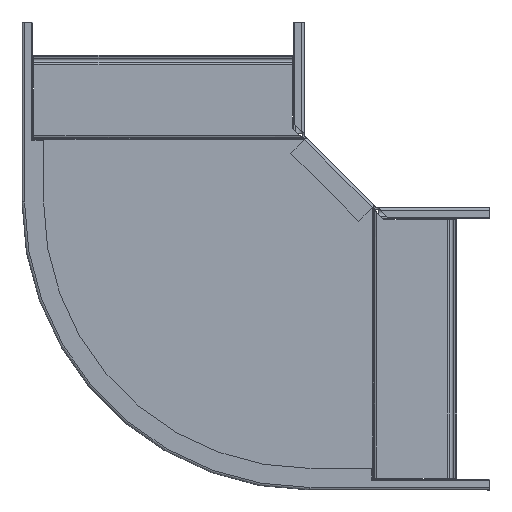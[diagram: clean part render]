
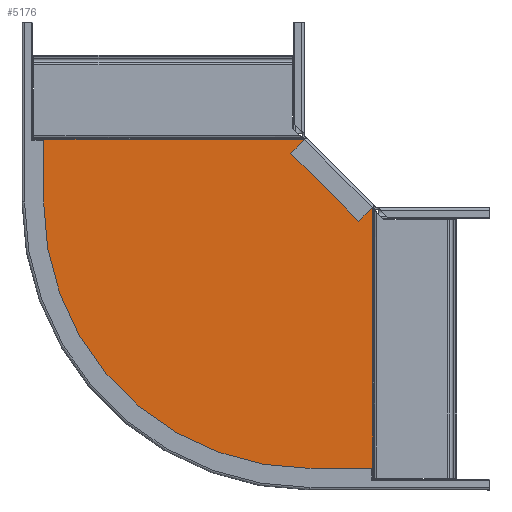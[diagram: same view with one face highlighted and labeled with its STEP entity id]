
A CAD part, front view. The second image highlights one B-rep face of the part: STEP entity #5176.
In plain terms, the highlighted planar face has unit normal (0, -1, 0).
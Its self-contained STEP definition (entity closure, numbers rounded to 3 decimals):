
#111 = VECTOR ( 'NONE', #5446, 1000. ) ;
#211 = LINE ( 'NONE', #1545, #623 ) ;
#243 = EDGE_CURVE ( 'NONE', #2713, #5474, #5082, .T. ) ;
#253 = CARTESIAN_POINT ( 'NONE',  ( -211.412, -0.75, 75.912 ) ) ;
#262 = VECTOR ( 'NONE', #4550, 1000. ) ;
#279 = VECTOR ( 'NONE', #1581, 1000. ) ;
#411 = CARTESIAN_POINT ( 'NONE',  ( 75.912, -0.75, -211.412 ) ) ;
#420 = LINE ( 'NONE', #253, #1401 ) ;
#440 = CARTESIAN_POINT ( 'NONE',  ( -19.662, -0.75, -217.912 ) ) ;
#623 = VECTOR ( 'NONE', #4966, 1000. ) ;
#674 = CARTESIAN_POINT ( 'NONE',  ( -217.912, -0.75, 23.412 ) ) ;
#702 = DIRECTION ( 'NONE',  ( 0., 1., 0. ) ) ;
#708 = LINE ( 'NONE', #4576, #5461 ) ;
#771 = CARTESIAN_POINT ( 'NONE',  ( 23.412, -0.75, -217.912 ) ) ;
#861 = EDGE_CURVE ( 'NONE', #2713, #2644, #2126, .T. ) ;
#917 = AXIS2_PLACEMENT_3D ( 'NONE', #3682, #1552, #5399 ) ;
#1225 = EDGE_CURVE ( 'NONE', #4281, #3352, #2051, .T. ) ;
#1282 = CARTESIAN_POINT ( 'NONE',  ( 23.412, -0.75, -211.412 ) ) ;
#1294 = VERTEX_POINT ( 'NONE', #1282 ) ;
#1315 = ORIENTED_EDGE ( 'NONE', *, *, #5492, .F. ) ;
#1388 = ORIENTED_EDGE ( 'NONE', *, *, #3649, .T. ) ;
#1401 = VECTOR ( 'NONE', #1500, 1000. ) ;
#1500 = DIRECTION ( 'NONE',  ( 0., 0., -1. ) ) ;
#1515 = LINE ( 'NONE', #1633, #111 ) ;
#1545 = CARTESIAN_POINT ( 'NONE',  ( -217.912, -0.75, 23.412 ) ) ;
#1552 = DIRECTION ( 'NONE',  ( 0., -1., 0. ) ) ;
#1556 = EDGE_CURVE ( 'NONE', #1294, #5474, #708, .T. ) ;
#1580 = FACE_OUTER_BOUND ( 'NONE', #4681, .T. ) ;
#1581 = DIRECTION ( 'NONE',  ( -1., 0., 0. ) ) ;
#1584 = VECTOR ( 'NONE', #2079, 1000. ) ;
#1621 = LINE ( 'NONE', #4617, #5285 ) ;
#1633 = CARTESIAN_POINT ( 'NONE',  ( -217.912, -0.75, -19.662 ) ) ;
#1681 = AXIS2_PLACEMENT_3D ( 'NONE', #2726, #702, #1946 ) ;
#1707 = CARTESIAN_POINT ( 'NONE',  ( -24.071, -0.75, 24.071 ) ) ;
#1825 = VERTEX_POINT ( 'NONE', #2838 ) ;
#1873 = ORIENTED_EDGE ( 'NONE', *, *, #2618, .T. ) ;
#1946 = DIRECTION ( 'NONE',  ( 0., 0., -1. ) ) ;
#2051 = LINE ( 'NONE', #3769, #262 ) ;
#2054 = ORIENTED_EDGE ( 'NONE', *, *, #243, .T. ) ;
#2079 = DIRECTION ( 'NONE',  ( 1., 0., 0. ) ) ;
#2100 = DIRECTION ( 'NONE',  ( -1., 0., 0. ) ) ;
#2126 = CIRCLE ( 'NONE', #1681, 198.25 ) ;
#2139 = VECTOR ( 'NONE', #2100, 1000. ) ;
#2143 = EDGE_CURVE ( 'NONE', #4281, #2450, #4133, .T. ) ;
#2168 = CARTESIAN_POINT ( 'NONE',  ( -211.412, -0.75, 23.412 ) ) ;
#2450 = VERTEX_POINT ( 'NONE', #3108 ) ;
#2618 = EDGE_CURVE ( 'NONE', #3821, #3621, #211, .T. ) ;
#2644 = VERTEX_POINT ( 'NONE', #4266 ) ;
#2713 = VERTEX_POINT ( 'NONE', #5030 ) ;
#2726 = CARTESIAN_POINT ( 'NONE',  ( -19.662, -0.75, -19.662 ) ) ;
#2749 = ORIENTED_EDGE ( 'NONE', *, *, #2143, .T. ) ;
#2838 = CARTESIAN_POINT ( 'NONE',  ( 24.071, -0.75, -211.412 ) ) ;
#2868 = ORIENTED_EDGE ( 'NONE', *, *, #4649, .F. ) ;
#2959 = DIRECTION ( 'NONE',  ( 0., 0., -1. ) ) ;
#3099 = EDGE_CURVE ( 'NONE', #1825, #1294, #4328, .T. ) ;
#3108 = CARTESIAN_POINT ( 'NONE',  ( -211.412, -0.75, 24.071 ) ) ;
#3352 = VERTEX_POINT ( 'NONE', #4654 ) ;
#3621 = VERTEX_POINT ( 'NONE', #674 ) ;
#3649 = EDGE_CURVE ( 'NONE', #2450, #3821, #420, .T. ) ;
#3682 = CARTESIAN_POINT ( 'NONE',  ( -19.662, -0.75, -19.662 ) ) ;
#3685 = ORIENTED_EDGE ( 'NONE', *, *, #861, .F. ) ;
#3769 = CARTESIAN_POINT ( 'NONE',  ( -12.021, -0.75, 12.021 ) ) ;
#3821 = VERTEX_POINT ( 'NONE', #2168 ) ;
#4012 = ORIENTED_EDGE ( 'NONE', *, *, #3099, .F. ) ;
#4133 = LINE ( 'NONE', #4159, #279 ) ;
#4159 = CARTESIAN_POINT ( 'NONE',  ( -19.662, -0.75, 24.071 ) ) ;
#4189 = ORIENTED_EDGE ( 'NONE', *, *, #1556, .F. ) ;
#4222 = PLANE ( 'NONE',  #917 ) ;
#4266 = CARTESIAN_POINT ( 'NONE',  ( -217.912, -0.75, -19.662 ) ) ;
#4281 = VERTEX_POINT ( 'NONE', #1707 ) ;
#4328 = LINE ( 'NONE', #411, #2139 ) ;
#4486 = DIRECTION ( 'NONE',  ( 0., 0., -1. ) ) ;
#4550 = DIRECTION ( 'NONE',  ( 0.707, 0., -0.707 ) ) ;
#4576 = CARTESIAN_POINT ( 'NONE',  ( 23.412, -0.75, -217.912 ) ) ;
#4617 = CARTESIAN_POINT ( 'NONE',  ( 24.071, -0.75, -19.662 ) ) ;
#4649 = EDGE_CURVE ( 'NONE', #3352, #1825, #1621, .T. ) ;
#4654 = CARTESIAN_POINT ( 'NONE',  ( 24.071, -0.75, -24.071 ) ) ;
#4681 = EDGE_LOOP ( 'NONE', ( #5511, #2749, #1388, #1873, #1315, #3685, #2054, #4189, #4012, #2868 ) ) ;
#4966 = DIRECTION ( 'NONE',  ( -1., 0., 0. ) ) ;
#5030 = CARTESIAN_POINT ( 'NONE',  ( -19.662, -0.75, -217.912 ) ) ;
#5082 = LINE ( 'NONE', #440, #1584 ) ;
#5176 = ADVANCED_FACE ( 'NONE', ( #1580 ), #4222, .T. ) ;
#5285 = VECTOR ( 'NONE', #2959, 1000. ) ;
#5399 = DIRECTION ( 'NONE',  ( 0., 0., -1. ) ) ;
#5446 = DIRECTION ( 'NONE',  ( 0., 0., 1. ) ) ;
#5461 = VECTOR ( 'NONE', #4486, 1000. ) ;
#5474 = VERTEX_POINT ( 'NONE', #771 ) ;
#5492 = EDGE_CURVE ( 'NONE', #2644, #3621, #1515, .T. ) ;
#5511 = ORIENTED_EDGE ( 'NONE', *, *, #1225, .F. ) ;
